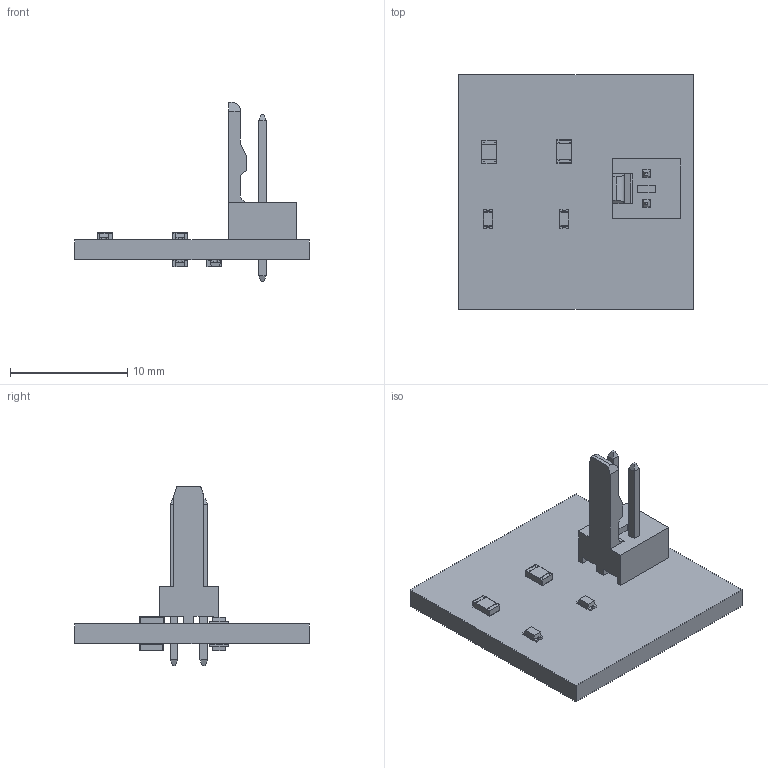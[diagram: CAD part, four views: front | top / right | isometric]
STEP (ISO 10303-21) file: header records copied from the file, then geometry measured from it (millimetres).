
FILE_DESCRIPTION(('Open CASCADE Model'),'2;1');
FILE_NAME('Open CASCADE Shape Model','2024-01-16T20:41:14',('Author'),( 'Open CASCADE'),'Open CASCADE STEP processor 7.5','Open CASCADE 7.5' ,'Unknown');
FILE_SCHEMA(('AUTOMOTIVE_DESIGN { 1 0 10303 214 1 1 1 1 }'));
Length unit declared in the file: millimetre
Products named in the file (15): PCB; Board; Open CASCADE STEP translator 7.5 2.1.1; R4; AC0805FR-07360RL; R3; D4; led; D3; R2; R1; J1; 0022272021_RGB8421504; D2; D1
Assembly tree (20 placements, depth 3):
  PCB
    Board
      Open CASCADE STEP translator 7.5 2.1.1
    R4
      AC0805FR-07360RL
    R3
      AC0805FR-07360RL
    D4
      led
    D3
      led
    R2
      AC0805FR-07360RL
    R1
      AC0805FR-07360RL
    J1
      0022272021_RGB8421504
    D2
      led
    D1
      led
Bounding box: 20 x 20 x 15.26 mm (x, y, z)
Volume: 795.6 mm3; surface area: 1294.5 mm2
Topology: 22 solids, 22 shells, 364 faces, 916 edges, 600 vertices
Faces by surface type: plane 350, cylinder 14
Entity records: 4770 total; most frequent: CARTESIAN_POINT 767, ORIENTED_EDGE 722, DIRECTION 699, EDGE_CURVE 361, LINE 351, VECTOR 351, VERTEX_POINT 234, AXIS2_PLACEMENT_3D 174
